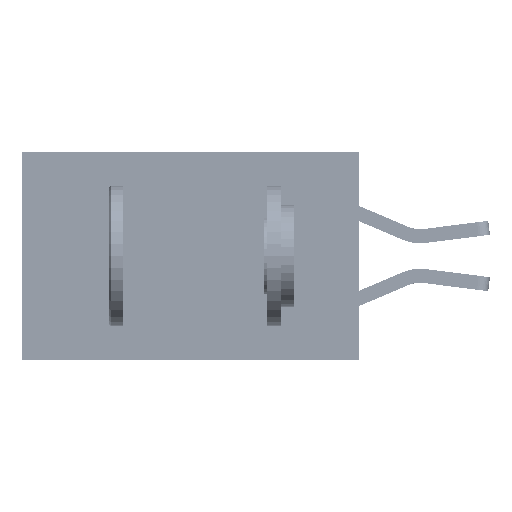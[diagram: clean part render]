
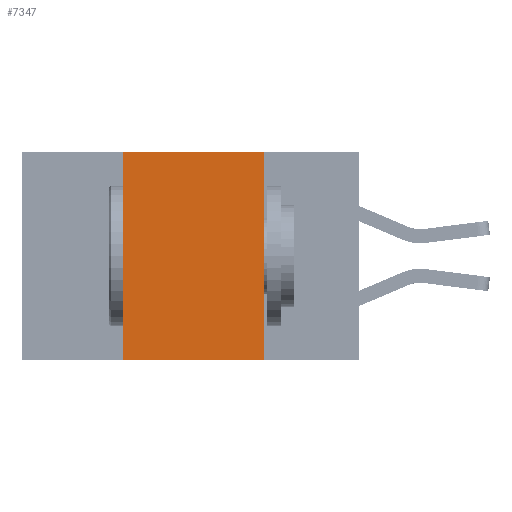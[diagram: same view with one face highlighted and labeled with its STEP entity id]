
A CAD part, left-side view. The second image highlights one B-rep face of the part: STEP entity #7347.
In plain terms, the highlighted planar face has unit normal (-1, 0, 0).
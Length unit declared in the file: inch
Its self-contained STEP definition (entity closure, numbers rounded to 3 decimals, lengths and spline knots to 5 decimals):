
#453 = DIRECTION ( 'NONE',  ( 0., 0., 1. ) ) ;
#1293 = DIRECTION ( 'NONE',  ( 1., 0., 0. ) ) ;
#1960 = CARTESIAN_POINT ( 'NONE',  ( 0., 0.17, 0. ) ) ;
#2344 = EDGE_CURVE ( 'NONE', #18859, #25613, #48940, .T. ) ;
#3035 = EDGE_CURVE ( 'NONE', #25613, #19958, #19359, .T. ) ;
#3195 = ORIENTED_EDGE ( 'NONE', *, *, #9178, .F. ) ;
#4213 = CARTESIAN_POINT ( 'NONE',  ( 0., 0.6, 0. ) ) ;
#6764 = DIRECTION ( 'NONE',  ( 0., 0., -1. ) ) ;
#7223 = VECTOR ( 'NONE', #6764, 39.37008 ) ;
#7347 = ADVANCED_FACE ( 'NONE', ( #46469 ), #46672, .F. ) ;
#8146 = CARTESIAN_POINT ( 'NONE',  ( 0., 0.42, 0. ) ) ;
#8367 = CARTESIAN_POINT ( 'NONE',  ( 0., 0.6, -0.37 ) ) ;
#8987 = VERTEX_POINT ( 'NONE', #35965 ) ;
#9178 = EDGE_CURVE ( 'NONE', #19958, #8987, #36254, .T. ) ;
#9229 = ORIENTED_EDGE ( 'NONE', *, *, #3035, .F. ) ;
#9954 = VECTOR ( 'NONE', #453, 39.37008 ) ;
#11593 = EDGE_LOOP ( 'NONE', ( #3195, #9229, #20489, #41763 ) ) ;
#18859 = VERTEX_POINT ( 'NONE', #23305 ) ;
#19359 = LINE ( 'NONE', #4213, #38283 ) ;
#19958 = VERTEX_POINT ( 'NONE', #1960 ) ;
#20489 = ORIENTED_EDGE ( 'NONE', *, *, #2344, .F. ) ;
#21242 = VECTOR ( 'NONE', #23588, 39.37008 ) ;
#23305 = CARTESIAN_POINT ( 'NONE',  ( 0., 0.42, -0.37 ) ) ;
#23588 = DIRECTION ( 'NONE',  ( 0., -1., 0. ) ) ;
#24604 = CARTESIAN_POINT ( 'NONE',  ( 0., 0.42, 0. ) ) ;
#25613 = VERTEX_POINT ( 'NONE', #24604 ) ;
#27835 = DIRECTION ( 'NONE',  ( 0., 0., -1. ) ) ;
#31278 = LINE ( 'NONE', #8367, #21242 ) ;
#33259 = CARTESIAN_POINT ( 'NONE',  ( 0., 0.17, 0. ) ) ;
#34558 = DIRECTION ( 'NONE',  ( 0., -1., 0. ) ) ;
#34946 = AXIS2_PLACEMENT_3D ( 'NONE', #35294, #1293, #27835 ) ;
#35294 = CARTESIAN_POINT ( 'NONE',  ( 0., 0.6, 0. ) ) ;
#35965 = CARTESIAN_POINT ( 'NONE',  ( 0., 0.17, -0.37 ) ) ;
#36254 = LINE ( 'NONE', #33259, #7223 ) ;
#38283 = VECTOR ( 'NONE', #34558, 39.37008 ) ;
#38828 = EDGE_CURVE ( 'NONE', #18859, #8987, #31278, .T. ) ;
#41763 = ORIENTED_EDGE ( 'NONE', *, *, #38828, .T. ) ;
#46469 = FACE_OUTER_BOUND ( 'NONE', #11593, .T. ) ;
#46672 = PLANE ( 'NONE',  #34946 ) ;
#48940 = LINE ( 'NONE', #8146, #9954 ) ;
